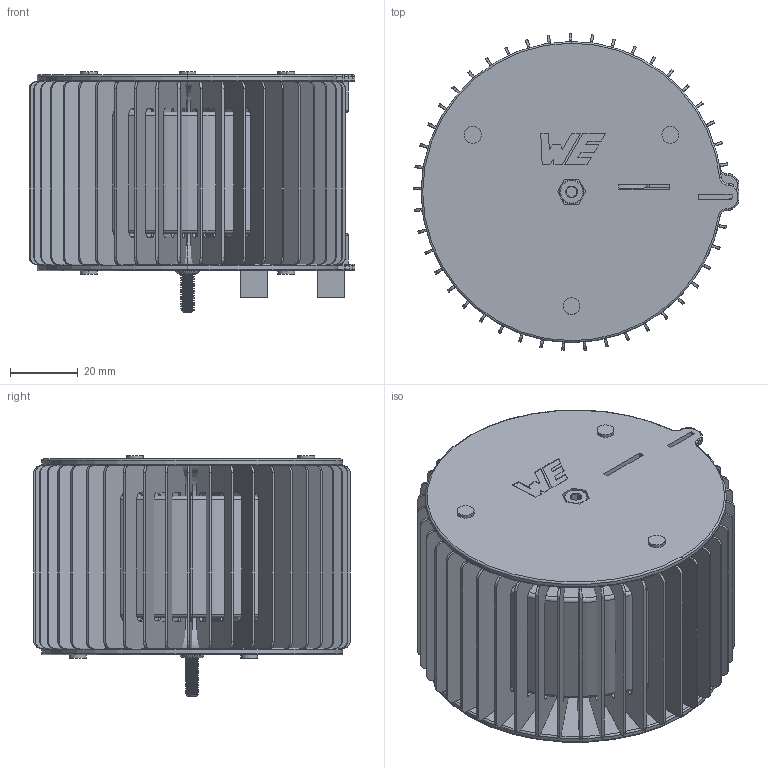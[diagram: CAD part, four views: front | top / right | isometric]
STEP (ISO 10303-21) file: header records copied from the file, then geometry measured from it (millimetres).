
FILE_DESCRIPTION(/* description */ ('Unknown'),/* implementation_level */ '2;1');
FILE_NAME(/* name */ 'L_Wurth_WE-TORPFC-T75',/* time_stamp */ '2025-10-24T15:24:07+08:00',/* author */ ('Unknown'),/* organization */ ('Unknown'),/* preprocessor_version */ 'ST-DEVELOPER v19.4',/* originating_system */ 'Solid Edge',/* authorisation */ 'Unknown');
FILE_SCHEMA (('AUTOMOTIVE_DESIGN {1 0 10303 214 3 1 1}'));
Length unit declared in the file: millimetre
Products named in the file (2): L_Wurth_WE-TORPFC-T75
Assembly tree (1 placements, depth 2):
  L_Wurth_WE-TORPFC-T75
    L_Wurth_WE-TORPFC-T75
Bounding box: 96.34 x 93.66 x 71.2 mm (x, y, z)
Volume: 192801.7 mm3; surface area: 162623.3 mm2
Topology: 51 solids, 51 shells, 1243 faces, 3218 edges, 2091 vertices
Faces by surface type: plane 586, cylinder 511, torus 86, cone 44, bspline 12, sphere 4
Entity records: 42646 total; most frequent: CARTESIAN_POINT 11437, DIRECTION 6474, ORIENTED_EDGE 6436, EDGE_CURVE 3218, AXIS2_PLACEMENT_3D 2286, VERTEX_POINT 2091, LINE 1902, VECTOR 1902
